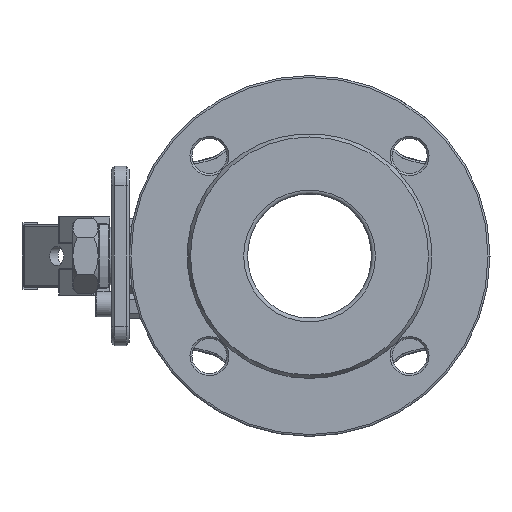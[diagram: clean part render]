
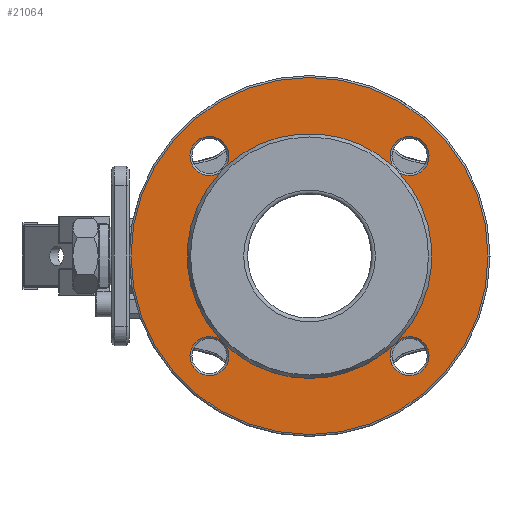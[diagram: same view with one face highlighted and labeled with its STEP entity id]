
A CAD part, left-side view. The second image highlights one B-rep face of the part: STEP entity #21064.
In plain terms, the highlighted planar face has unit normal (-1, 0, 0).
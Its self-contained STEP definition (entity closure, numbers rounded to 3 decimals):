
#724=PLANE('',#22605);
#1400=CIRCLE('',#22606,91.5);
#1401=CIRCLE('',#22607,62.732);
#1402=CIRCLE('',#22608,10.);
#1403=CIRCLE('',#22609,62.732);
#1404=CIRCLE('',#22610,10.);
#1405=CIRCLE('',#22611,62.732);
#1406=CIRCLE('',#22612,10.);
#1407=CIRCLE('',#22613,62.732);
#1408=CIRCLE('',#22614,10.);
#7162=ORIENTED_EDGE('',*,*,#12474,.F.);
#7163=ORIENTED_EDGE('',*,*,#12475,.T.);
#7164=ORIENTED_EDGE('',*,*,#12476,.T.);
#7165=ORIENTED_EDGE('',*,*,#12477,.T.);
#7166=ORIENTED_EDGE('',*,*,#12478,.T.);
#7167=ORIENTED_EDGE('',*,*,#12479,.T.);
#7168=ORIENTED_EDGE('',*,*,#12480,.T.);
#7169=ORIENTED_EDGE('',*,*,#12481,.T.);
#7170=ORIENTED_EDGE('',*,*,#12482,.T.);
#12474=EDGE_CURVE('',#15215,#15215,#1400,.T.);
#12475=EDGE_CURVE('',#15216,#15217,#1401,.T.);
#12476=EDGE_CURVE('',#15217,#15218,#1402,.T.);
#12477=EDGE_CURVE('',#15218,#15219,#1403,.T.);
#12478=EDGE_CURVE('',#15219,#15220,#1404,.T.);
#12479=EDGE_CURVE('',#15220,#15221,#1405,.T.);
#12480=EDGE_CURVE('',#15221,#15222,#1406,.T.);
#12481=EDGE_CURVE('',#15222,#15223,#1407,.T.);
#12482=EDGE_CURVE('',#15223,#15216,#1408,.T.);
#15215=VERTEX_POINT('',#42503);
#15216=VERTEX_POINT('',#42505);
#15217=VERTEX_POINT('',#42506);
#15218=VERTEX_POINT('',#42508);
#15219=VERTEX_POINT('',#42510);
#15220=VERTEX_POINT('',#42512);
#15221=VERTEX_POINT('',#42514);
#15222=VERTEX_POINT('',#42516);
#15223=VERTEX_POINT('',#42518);
#17650=EDGE_LOOP('',(#7162));
#17651=EDGE_LOOP('',(#7163,#7164,#7165,#7166,#7167,#7168,#7169,#7170));
#19250=FACE_BOUND('',#17650,.T.);
#19251=FACE_BOUND('',#17651,.T.);
#21064=ADVANCED_FACE('',(#19250,#19251),#724,.T.);
#22605=AXIS2_PLACEMENT_3D('',#42501,#25829,#25830);
#22606=AXIS2_PLACEMENT_3D('',#42502,#25831,#25832);
#22607=AXIS2_PLACEMENT_3D('',#42504,#25833,#25834);
#22608=AXIS2_PLACEMENT_3D('',#42507,#25835,#25836);
#22609=AXIS2_PLACEMENT_3D('',#42509,#25837,#25838);
#22610=AXIS2_PLACEMENT_3D('',#42511,#25839,#25840);
#22611=AXIS2_PLACEMENT_3D('',#42513,#25841,#25842);
#22612=AXIS2_PLACEMENT_3D('',#42515,#25843,#25844);
#22613=AXIS2_PLACEMENT_3D('',#42517,#25845,#25846);
#22614=AXIS2_PLACEMENT_3D('',#42519,#25847,#25848);
#25829=DIRECTION('',(-1.,0.,0.));
#25830=DIRECTION('',(0.,0.,1.));
#25831=DIRECTION('',(1.,0.,0.));
#25832=DIRECTION('',(0.,0.,1.));
#25833=DIRECTION('',(1.,0.,0.));
#25834=DIRECTION('',(0.,0.,-1.));
#25835=DIRECTION('',(1.,0.,0.));
#25836=DIRECTION('',(0.,0.,1.));
#25837=DIRECTION('',(1.,0.,0.));
#25838=DIRECTION('',(0.,0.,-1.));
#25839=DIRECTION('',(1.,0.,0.));
#25840=DIRECTION('',(0.,0.,1.));
#25841=DIRECTION('',(1.,0.,0.));
#25842=DIRECTION('',(0.,0.,-1.));
#25843=DIRECTION('',(1.,0.,0.));
#25844=DIRECTION('',(0.,0.,1.));
#25845=DIRECTION('',(1.,0.,0.));
#25846=DIRECTION('',(0.,0.,-1.));
#25847=DIRECTION('',(1.,0.,0.));
#25848=DIRECTION('',(0.,0.,1.));
#42501=CARTESIAN_POINT('',(17.788,-96.,17.331));
#42502=CARTESIAN_POINT('',(17.788,-4.5,17.331));
#42503=CARTESIAN_POINT('',(17.788,-4.5,108.831));
#42504=CARTESIAN_POINT('',(17.788,-4.5,17.331));
#42505=CARTESIAN_POINT('',(17.788,38.427,63.076));
#42506=CARTESIAN_POINT('',(17.788,-47.427,63.076));
#42507=CARTESIAN_POINT('',(17.788,-55.765,68.597));
#42508=CARTESIAN_POINT('',(17.788,-50.244,60.259));
#42509=CARTESIAN_POINT('',(17.788,-4.5,17.331));
#42510=CARTESIAN_POINT('',(17.788,-50.244,-25.596));
#42511=CARTESIAN_POINT('',(17.788,-55.765,-33.934));
#42512=CARTESIAN_POINT('',(17.788,-47.427,-28.413));
#42513=CARTESIAN_POINT('',(17.788,-4.5,17.331));
#42514=CARTESIAN_POINT('',(17.788,38.427,-28.413));
#42515=CARTESIAN_POINT('',(17.788,46.765,-33.934));
#42516=CARTESIAN_POINT('',(17.788,41.244,-25.596));
#42517=CARTESIAN_POINT('',(17.788,-4.5,17.331));
#42518=CARTESIAN_POINT('',(17.788,41.244,60.259));
#42519=CARTESIAN_POINT('',(17.788,46.765,68.597));
